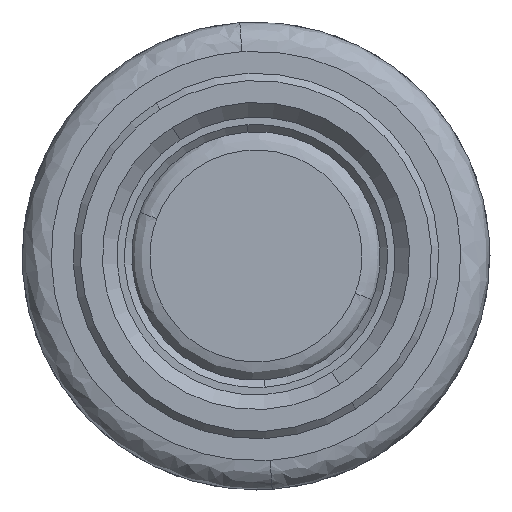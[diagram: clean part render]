
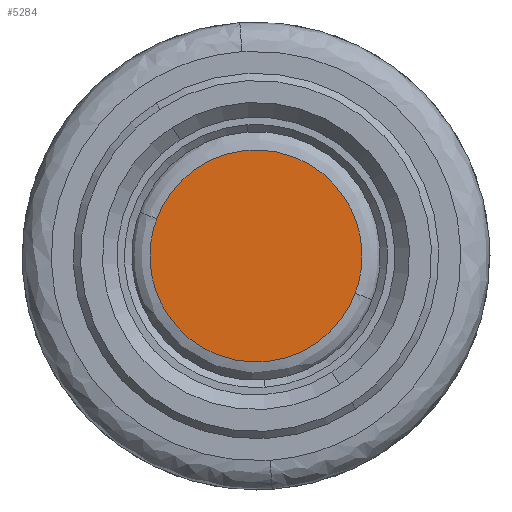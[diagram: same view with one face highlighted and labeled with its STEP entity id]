
A CAD part, front view. The second image highlights one B-rep face of the part: STEP entity #5284.
In plain terms, the highlighted planar face has unit normal (0, -1, 0).
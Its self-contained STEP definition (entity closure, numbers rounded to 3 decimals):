
#1029 = EDGE_LOOP ( 'NONE', ( #2188, #5980 ) ) ;
#2188 = ORIENTED_EDGE ( 'NONE', *, *, #3586, .F. ) ;
#2251 =( BOUNDED_CURVE ( )  B_SPLINE_CURVE ( 3, ( #5846, #5963, #5635, #5595 ),
 .UNSPECIFIED., .F., .T. ) 
 B_SPLINE_CURVE_WITH_KNOTS ( ( 4, 4 ),
 ( 0., 1. ),
 .UNSPECIFIED. ) 
 CURVE ( )  GEOMETRIC_REPRESENTATION_ITEM ( )  RATIONAL_B_SPLINE_CURVE ( ( 1., 0.333, 0.333, 1. ) ) 
 REPRESENTATION_ITEM ( '' )  );
#2589 = DIRECTION ( 'NONE',  ( 0.936, 0., -0.352 ) ) ;
#2626 = DIRECTION ( 'NONE',  ( 0., -1., 0. ) ) ;
#2666 = CARTESIAN_POINT ( 'NONE',  ( 3.076, -8.111, 8.192 ) ) ;
#2700 = PLANE ( 'NONE',  #10071 ) ;
#3586 = EDGE_CURVE ( 'NONE', #8567, #7974, #9908, .T. ) ;
#5000 = CARTESIAN_POINT ( 'NONE',  ( -6.787, -8.111, 2.548 ) ) ;
#5284 = ADVANCED_FACE ( 'NONE', ( #5524 ), #2700, .T. ) ;
#5524 = FACE_OUTER_BOUND ( 'NONE', #1029, .T. ) ;
#5595 = CARTESIAN_POINT ( 'NONE',  ( -6.787, -8.111, 2.548 ) ) ;
#5635 = CARTESIAN_POINT ( 'NONE',  ( -11.884, -8.111, -11.026 ) ) ;
#5846 = CARTESIAN_POINT ( 'NONE',  ( 6.787, -8.111, -2.548 ) ) ;
#5963 = CARTESIAN_POINT ( 'NONE',  ( 1.69, -8.111, -16.123 ) ) ;
#5980 = ORIENTED_EDGE ( 'NONE', *, *, #9881, .F. ) ;
#7448 = CARTESIAN_POINT ( 'NONE',  ( 6.787, -8.111, -2.548 ) ) ;
#7974 = VERTEX_POINT ( 'NONE', #7448 ) ;
#8567 = VERTEX_POINT ( 'NONE', #5000 ) ;
#9566 = CARTESIAN_POINT ( 'NONE',  ( 6.787, -8.111, -2.548 ) ) ;
#9609 = CARTESIAN_POINT ( 'NONE',  ( -6.787, -8.111, 2.548 ) ) ;
#9752 = CARTESIAN_POINT ( 'NONE',  ( -1.69, -8.111, 16.123 ) ) ;
#9806 = CARTESIAN_POINT ( 'NONE',  ( 11.884, -8.111, 11.026 ) ) ;
#9881 = EDGE_CURVE ( 'NONE', #7974, #8567, #2251, .T. ) ;
#9908 =( BOUNDED_CURVE ( )  B_SPLINE_CURVE ( 3, ( #9609, #9752, #9806, #9566 ),
 .UNSPECIFIED., .F., .T. ) 
 B_SPLINE_CURVE_WITH_KNOTS ( ( 4, 4 ),
 ( 0., 1. ),
 .UNSPECIFIED. ) 
 CURVE ( )  GEOMETRIC_REPRESENTATION_ITEM ( )  RATIONAL_B_SPLINE_CURVE ( ( 1., 0.333, 0.333, 1. ) ) 
 REPRESENTATION_ITEM ( '' )  );
#10071 = AXIS2_PLACEMENT_3D ( 'NONE', #2666, #2626, #2589 ) ;
